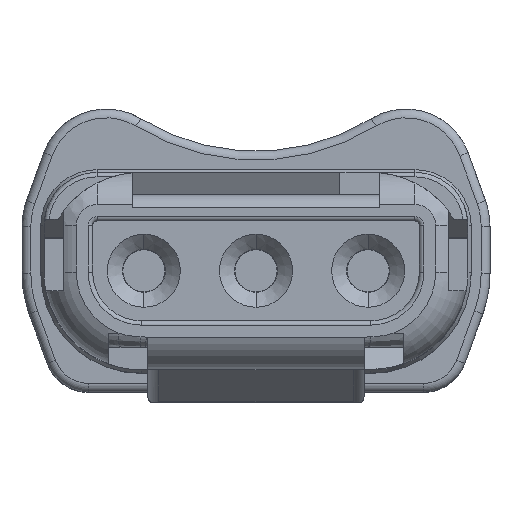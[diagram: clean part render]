
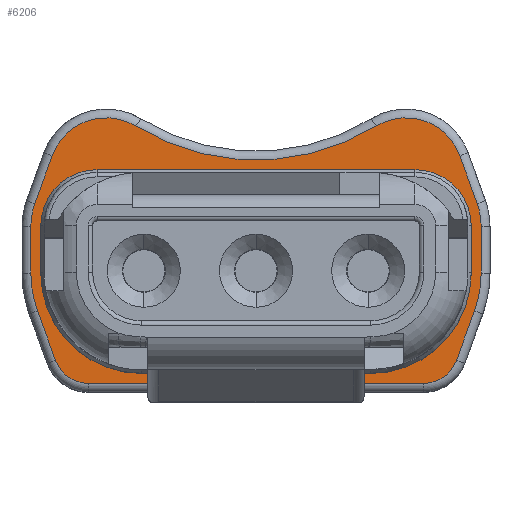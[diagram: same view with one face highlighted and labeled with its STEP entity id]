
A CAD part, top view. The second image highlights one B-rep face of the part: STEP entity #6206.
In plain terms, the highlighted planar face has unit normal (0, 0, 1).
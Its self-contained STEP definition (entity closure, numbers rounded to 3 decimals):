
#1415=CARTESIAN_POINT('',(-3.6,1.06,-11.862));
#1416=DIRECTION('',(0.,0.,-1.));
#1417=DIRECTION('',(-1.,0.,0.));
#1418=AXIS2_PLACEMENT_3D('',#1415,#1416,#1417);
#1424=CARTESIAN_POINT('',(3.392,2.215,-11.862));
#1425=DIRECTION('',(0.,0.,1.));
#1426=DIRECTION('',(0.94,0.342,0.));
#1427=AXIS2_PLACEMENT_3D('',#1424,#1425,#1426);
#1429=DIRECTION('',(-0.342,0.94,0.));
#1430=VECTOR('',#1429,1.156);
#1431=CARTESIAN_POINT('',(5.01,1.573,-11.862));
#1432=LINE('',#1431,#1430);
#1433=CARTESIAN_POINT('',(3.6,1.06,-11.862));
#1434=DIRECTION('',(0.,0.,1.));
#1435=DIRECTION('',(1.,0.,0.));
#1436=AXIS2_PLACEMENT_3D('',#1433,#1434,#1435);
#1438=DIRECTION('',(0.,1.,0.));
#1439=VECTOR('',#1438,1.06);
#1440=CARTESIAN_POINT('',(5.1,0.,-11.862));
#1441=LINE('',#1440,#1439);
#1442=CARTESIAN_POINT('',(2.6,0.,-11.862));
#1443=DIRECTION('',(0.,0.,1.));
#1444=DIRECTION('',(0.94,-0.342,0.));
#1445=AXIS2_PLACEMENT_3D('',#1442,#1443,#1444);
#1447=DIRECTION('',(0.342,0.94,0.));
#1448=VECTOR('',#1447,1.19);
#1449=CARTESIAN_POINT('',(4.542,-1.974,-11.862));
#1450=LINE('',#1449,#1448);
#1451=CARTESIAN_POINT('',(3.79,-1.7,-11.862));
#1452=DIRECTION('',(0.,0.,1.));
#1453=DIRECTION('',(0.,-1.,0.));
#1454=AXIS2_PLACEMENT_3D('',#1451,#1452,#1453);
#1456=DIRECTION('',(1.,0.,0.));
#1457=VECTOR('',#1456,7.581);
#1458=CARTESIAN_POINT('',(-3.79,-2.5,-11.862));
#1459=LINE('',#1458,#1457);
#1460=CARTESIAN_POINT('',(-3.79,-1.7,-11.862));
#1461=DIRECTION('',(0.,0.,1.));
#1462=DIRECTION('',(-0.94,-0.342,0.));
#1463=AXIS2_PLACEMENT_3D('',#1460,#1461,#1462);
#1465=DIRECTION('',(0.342,-0.94,0.));
#1466=VECTOR('',#1465,1.19);
#1467=CARTESIAN_POINT('',(-4.949,-0.855,-11.862));
#1468=LINE('',#1467,#1466);
#1469=CARTESIAN_POINT('',(-2.6,0.,-11.862));
#1470=DIRECTION('',(0.,0.,1.));
#1471=DIRECTION('',(-1.,0.,0.));
#1472=AXIS2_PLACEMENT_3D('',#1469,#1470,#1471);
#1474=DIRECTION('',(0.,-1.,0.));
#1475=VECTOR('',#1474,1.06);
#1476=CARTESIAN_POINT('',(-5.1,1.06,-11.862));
#1477=LINE('',#1476,#1475);
#1478=CARTESIAN_POINT('',(-3.6,1.06,-11.862));
#1479=DIRECTION('',(0.,0.,1.));
#1480=DIRECTION('',(-0.94,0.342,0.));
#1481=AXIS2_PLACEMENT_3D('',#1478,#1479,#1480);
#1483=DIRECTION('',(-0.342,-0.94,0.));
#1484=VECTOR('',#1483,1.156);
#1485=CARTESIAN_POINT('',(-4.614,2.66,-11.862));
#1486=LINE('',#1485,#1484);
#1487=CARTESIAN_POINT('',(-3.392,2.215,-11.862));
#1488=DIRECTION('',(0.,0.,1.));
#1489=DIRECTION('',(0.522,0.853,0.));
#1490=AXIS2_PLACEMENT_3D('',#1487,#1488,#1489);
#1492=CARTESIAN_POINT('',(0.,7.759,-11.862));
#1493=DIRECTION('',(0.,0.,-1.));
#1494=DIRECTION('',(0.522,-0.853,0.));
#1495=AXIS2_PLACEMENT_3D('',#1492,#1493,#1494);
#1497=DIRECTION('',(0.,1.,0.));
#1498=VECTOR('',#1497,1.06);
#1499=CARTESIAN_POINT('',(-4.45,0.,-11.862));
#1500=LINE('',#1499,#1498);
#1505=CARTESIAN_POINT('',(-2.6,0.,-11.862));
#1506=DIRECTION('',(0.,0.,-1.));
#1507=DIRECTION('',(0.,-1.,0.));
#1508=AXIS2_PLACEMENT_3D('',#1505,#1506,#1507);
#1514=DIRECTION('',(-1.,0.,0.));
#1515=VECTOR('',#1514,5.2);
#1516=CARTESIAN_POINT('',(2.6,-1.85,-11.862));
#1517=LINE('',#1516,#1515);
#1522=CARTESIAN_POINT('',(2.6,0.,-11.862));
#1523=DIRECTION('',(0.,0.,-1.));
#1524=DIRECTION('',(1.,0.,0.));
#1525=AXIS2_PLACEMENT_3D('',#1522,#1523,#1524);
#1531=DIRECTION('',(0.,-1.,0.));
#1532=VECTOR('',#1531,1.06);
#1533=CARTESIAN_POINT('',(4.45,1.06,-11.862));
#1534=LINE('',#1533,#1532);
#1539=CARTESIAN_POINT('',(3.6,1.06,-11.862));
#1540=DIRECTION('',(0.,0.,-1.));
#1541=DIRECTION('',(0.,1.,0.));
#1542=AXIS2_PLACEMENT_3D('',#1539,#1540,#1541);
#1548=DIRECTION('',(1.,0.,0.));
#1549=VECTOR('',#1548,7.2);
#1550=CARTESIAN_POINT('',(-3.6,1.91,-11.862));
#1551=LINE('',#1550,#1549);
#3594=CARTESIAN_POINT('',(-4.45,1.06,-11.862));
#3595=CARTESIAN_POINT('',(-3.6,1.91,-11.862));
#3596=VERTEX_POINT('',#3594);
#3597=VERTEX_POINT('',#3595);
#3598=CARTESIAN_POINT('',(3.6,1.91,-11.862));
#3599=VERTEX_POINT('',#3598);
#3600=CARTESIAN_POINT('',(4.45,1.06,-11.862));
#3601=VERTEX_POINT('',#3600);
#3602=CARTESIAN_POINT('',(4.45,0.,-11.862));
#3603=VERTEX_POINT('',#3602);
#3604=CARTESIAN_POINT('',(2.6,-1.85,-11.862));
#3605=VERTEX_POINT('',#3604);
#3606=CARTESIAN_POINT('',(-2.6,-1.85,-11.862));
#3607=VERTEX_POINT('',#3606);
#3608=CARTESIAN_POINT('',(-4.45,0.,-11.862));
#3609=VERTEX_POINT('',#3608);
#3832=CARTESIAN_POINT('',(4.614,2.66,-11.862));
#3833=CARTESIAN_POINT('',(2.714,3.324,-11.862));
#3834=VERTEX_POINT('',#3832);
#3835=VERTEX_POINT('',#3833);
#3840=CARTESIAN_POINT('',(-2.714,3.324,-11.862));
#3841=VERTEX_POINT('',#3840);
#3844=CARTESIAN_POINT('',(-4.614,2.66,-11.862));
#3845=VERTEX_POINT('',#3844);
#3848=CARTESIAN_POINT('',(-5.01,1.573,-11.862));
#3849=VERTEX_POINT('',#3848);
#3852=CARTESIAN_POINT('',(-5.1,1.06,-11.862));
#3853=VERTEX_POINT('',#3852);
#3856=CARTESIAN_POINT('',(-5.1,0.,-11.862));
#3857=VERTEX_POINT('',#3856);
#3860=CARTESIAN_POINT('',(-4.949,-0.855,-11.862));
#3861=VERTEX_POINT('',#3860);
#3864=CARTESIAN_POINT('',(-4.542,-1.974,-11.862));
#3865=VERTEX_POINT('',#3864);
#3868=CARTESIAN_POINT('',(-3.79,-2.5,-11.862));
#3869=VERTEX_POINT('',#3868);
#3872=CARTESIAN_POINT('',(3.79,-2.5,-11.862));
#3873=VERTEX_POINT('',#3872);
#3876=CARTESIAN_POINT('',(4.542,-1.974,-11.862));
#3877=VERTEX_POINT('',#3876);
#3880=CARTESIAN_POINT('',(4.949,-0.855,-11.862));
#3881=VERTEX_POINT('',#3880);
#3884=CARTESIAN_POINT('',(5.1,0.,-11.862));
#3885=VERTEX_POINT('',#3884);
#3888=CARTESIAN_POINT('',(5.1,1.06,-11.862));
#3889=VERTEX_POINT('',#3888);
#3892=CARTESIAN_POINT('',(5.01,1.573,-11.862));
#3893=VERTEX_POINT('',#3892);
#6150=CARTESIAN_POINT('',(0.,0.,-11.862));
#6151=DIRECTION('',(0.,0.,-1.));
#6152=DIRECTION('',(-1.,0.,0.));
#6153=AXIS2_PLACEMENT_3D('',#6150,#6151,#6152);
#6154=PLANE('',#6153);
#6156=ORIENTED_EDGE('',*,*,#6155,.F.);
#6158=ORIENTED_EDGE('',*,*,#6157,.F.);
#6160=ORIENTED_EDGE('',*,*,#6159,.F.);
#6162=ORIENTED_EDGE('',*,*,#6161,.F.);
#6164=ORIENTED_EDGE('',*,*,#6163,.F.);
#6166=ORIENTED_EDGE('',*,*,#6165,.F.);
#6168=ORIENTED_EDGE('',*,*,#6167,.F.);
#6170=ORIENTED_EDGE('',*,*,#6169,.F.);
#6172=ORIENTED_EDGE('',*,*,#6171,.F.);
#6174=ORIENTED_EDGE('',*,*,#6173,.F.);
#6176=ORIENTED_EDGE('',*,*,#6175,.F.);
#6178=ORIENTED_EDGE('',*,*,#6177,.F.);
#6180=ORIENTED_EDGE('',*,*,#6179,.F.);
#6182=ORIENTED_EDGE('',*,*,#6181,.F.);
#6184=ORIENTED_EDGE('',*,*,#6183,.F.);
#6186=ORIENTED_EDGE('',*,*,#6185,.F.);
#6187=EDGE_LOOP('',(#6156,#6158,#6160,#6162,#6164,#6166,#6168,#6170,#6172,#6174,
#6176,#6178,#6180,#6182,#6184,#6186));
#6188=FACE_OUTER_BOUND('',#6187,.F.);
#6189=ORIENTED_EDGE('',*,*,#6140,.F.);
#6191=ORIENTED_EDGE('',*,*,#6190,.F.);
#6193=ORIENTED_EDGE('',*,*,#6192,.F.);
#6195=ORIENTED_EDGE('',*,*,#6194,.F.);
#6197=ORIENTED_EDGE('',*,*,#6196,.F.);
#6199=ORIENTED_EDGE('',*,*,#6198,.F.);
#6201=ORIENTED_EDGE('',*,*,#6200,.F.);
#6203=ORIENTED_EDGE('',*,*,#6202,.F.);
#6204=EDGE_LOOP('',(#6189,#6191,#6193,#6195,#6197,#6199,#6201,#6203));
#6205=FACE_BOUND('',#6204,.F.);
#6206=ADVANCED_FACE('',(#6188,#6205),#6154,.F.);
#1419=CIRCLE('',#1418,0.85);
#1428=CIRCLE('',#1427,1.3);
#1437=CIRCLE('',#1436,1.5);
#1446=CIRCLE('',#1445,2.5);
#1455=CIRCLE('',#1454,0.8);
#1464=CIRCLE('',#1463,0.8);
#1473=CIRCLE('',#1472,2.5);
#1482=CIRCLE('',#1481,1.5);
#1491=CIRCLE('',#1490,1.3);
#1496=CIRCLE('',#1495,5.2);
#1509=CIRCLE('',#1508,1.85);
#1526=CIRCLE('',#1525,1.85);
#1543=CIRCLE('',#1542,0.85);
#6140=EDGE_CURVE('',#3596,#3597,#1419,.T.);
#6155=EDGE_CURVE('',#3834,#3835,#1428,.T.);
#6157=EDGE_CURVE('',#3893,#3834,#1432,.T.);
#6159=EDGE_CURVE('',#3889,#3893,#1437,.T.);
#6161=EDGE_CURVE('',#3885,#3889,#1441,.T.);
#6163=EDGE_CURVE('',#3881,#3885,#1446,.T.);
#6165=EDGE_CURVE('',#3877,#3881,#1450,.T.);
#6167=EDGE_CURVE('',#3873,#3877,#1455,.T.);
#6169=EDGE_CURVE('',#3869,#3873,#1459,.T.);
#6171=EDGE_CURVE('',#3865,#3869,#1464,.T.);
#6173=EDGE_CURVE('',#3861,#3865,#1468,.T.);
#6175=EDGE_CURVE('',#3857,#3861,#1473,.T.);
#6177=EDGE_CURVE('',#3853,#3857,#1477,.T.);
#6179=EDGE_CURVE('',#3849,#3853,#1482,.T.);
#6181=EDGE_CURVE('',#3845,#3849,#1486,.T.);
#6183=EDGE_CURVE('',#3841,#3845,#1491,.T.);
#6185=EDGE_CURVE('',#3835,#3841,#1496,.T.);
#6190=EDGE_CURVE('',#3609,#3596,#1500,.T.);
#6192=EDGE_CURVE('',#3607,#3609,#1509,.T.);
#6194=EDGE_CURVE('',#3605,#3607,#1517,.T.);
#6196=EDGE_CURVE('',#3603,#3605,#1526,.T.);
#6198=EDGE_CURVE('',#3601,#3603,#1534,.T.);
#6200=EDGE_CURVE('',#3599,#3601,#1543,.T.);
#6202=EDGE_CURVE('',#3597,#3599,#1551,.T.);
